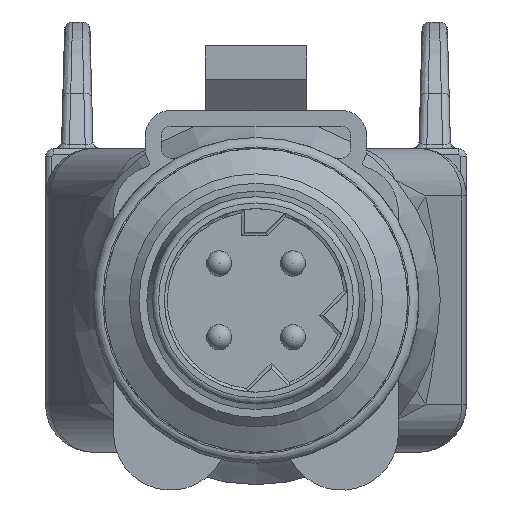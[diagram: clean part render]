
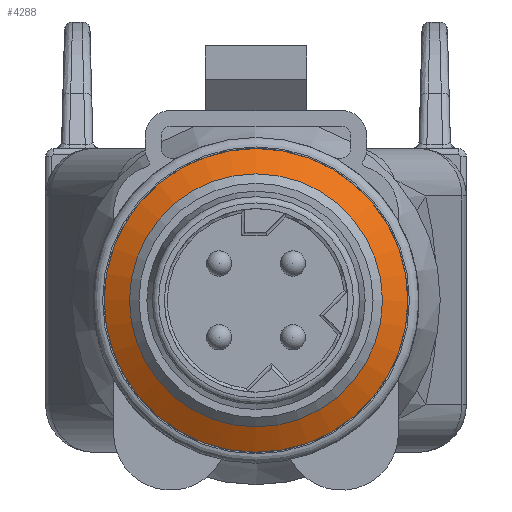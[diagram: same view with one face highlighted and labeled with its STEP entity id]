
A CAD part, front view. The second image highlights one B-rep face of the part: STEP entity #4288.
In plain terms, the highlighted conical face has half-angle 60 degrees and reference radius 4 mm.
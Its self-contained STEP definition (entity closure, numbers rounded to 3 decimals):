
#105=CONICAL_SURFACE('',#15786,4.,60.);
#4288=ADVANCED_FACE('',(#5570,#5571),#105,.T.);
#5570=FACE_BOUND('',#5691,.T.);
#5571=FACE_BOUND('',#5692,.T.);
#5691=EDGE_LOOP('',(#6752));
#5692=EDGE_LOOP('',(#6753));
#6752=ORIENTED_EDGE('',*,*,#12673,.F.);
#6753=ORIENTED_EDGE('',*,*,#12672,.T.);
#11236=VERTEX_POINT('',#22425);
#11237=VERTEX_POINT('',#22428);
#12672=EDGE_CURVE('',#11236,#11236,#14918,.T.);
#12673=EDGE_CURVE('',#11237,#11237,#14919,.T.);
#14918=CIRCLE('',#15783,4.);
#14919=CIRCLE('',#15785,4.8);
#15783=AXIS2_PLACEMENT_3D('',#22424,#17615,#17616);
#15785=AXIS2_PLACEMENT_3D('',#22427,#17619,#17620);
#15786=AXIS2_PLACEMENT_3D('',#22429,#17621,#17622);
#17615=DIRECTION('',(0.,1.,0.));
#17616=DIRECTION('',(0.,0.,1.));
#17619=DIRECTION('',(0.,1.,0.));
#17620=DIRECTION('',(0.,0.,1.));
#17621=DIRECTION('',(0.,1.,0.));
#17622=DIRECTION('',(0.,0.,-1.));
#22424=CARTESIAN_POINT('',(105.675,-11.075,0.));
#22425=CARTESIAN_POINT('',(105.675,-11.075,4.));
#22427=CARTESIAN_POINT('',(105.675,-10.613,0.));
#22428=CARTESIAN_POINT('',(105.675,-10.613,4.8));
#22429=CARTESIAN_POINT('',(105.675,-11.075,0.));
